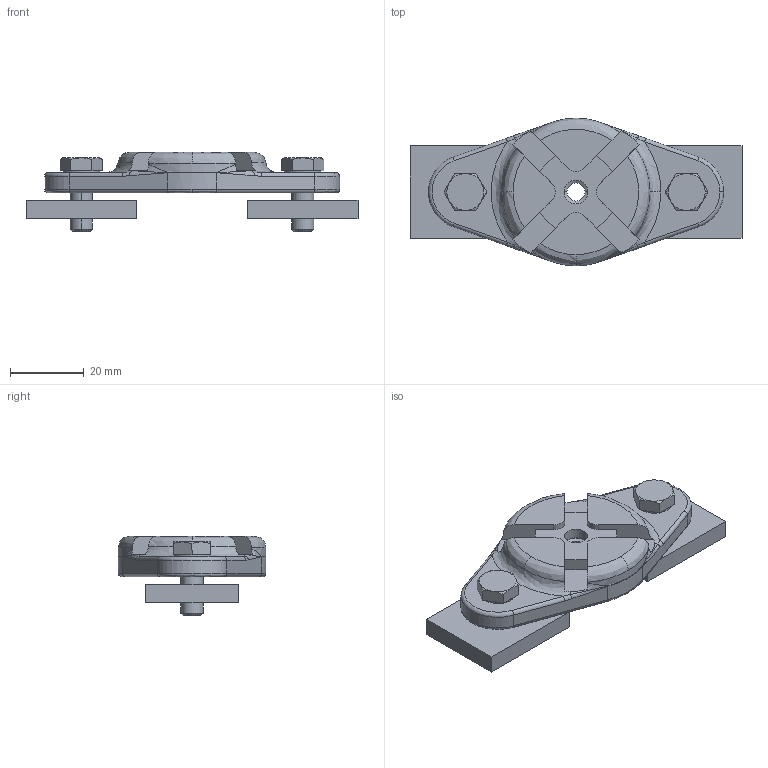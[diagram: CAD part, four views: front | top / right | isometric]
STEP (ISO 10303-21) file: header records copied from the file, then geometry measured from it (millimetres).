
FILE_DESCRIPTION (( 'STEP AP214' ), '1' );
FILE_NAME ('0020536.step', '2022-08-22T12:13:57', ( '' ), ( '' ), 'SwSTEP 2.0', 'SolidWorks 2020', '' );
FILE_SCHEMA (( 'AUTOMOTIVE_DESIGN' ));
Length unit declared in the file: inch
Products named in the file (1): 0020536
Bounding box: 90 x 40 x 21.5 mm (x, y, z)
Volume: 25618 mm3; surface area: 11748.7 mm2
Topology: 2 solids, 2 shells, 188 faces, 453 edges, 282 vertices
Faces by surface type: plane 75, cylinder 48, bspline 41, cone 24
Entity records: 10951 total; most frequent: CARTESIAN_POINT 4316, ORIENTED_EDGE 906, DIRECTION 804, EDGE_CURVE 453, AXIS2_PLACEMENT_3D 307, VERTEX_POINT 282, EDGE_LOOP 205, DIMENSIONAL_EXPONENTS 192
